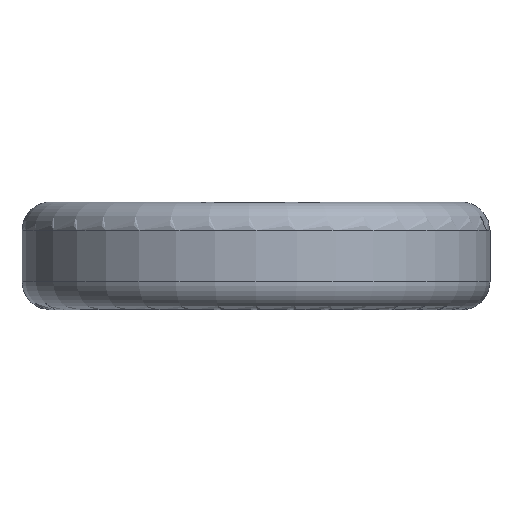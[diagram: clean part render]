
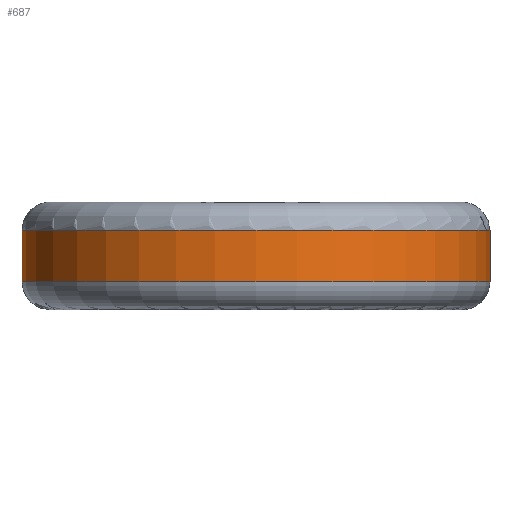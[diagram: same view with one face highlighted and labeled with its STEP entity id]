
A CAD part, front view. The second image highlights one B-rep face of the part: STEP entity #687.
In plain terms, the highlighted cylindrical face has radius 8.25 mm (diameter 16.5 mm), a partial arc.
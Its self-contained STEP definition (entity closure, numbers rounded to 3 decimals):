
#46=CARTESIAN_POINT('',(0.,0.,2.8));
#47=DIRECTION('',(0.,0.,1.));
#48=DIRECTION('',(-1.,0.,0.));
#49=AXIS2_PLACEMENT_3D('',#46,#47,#48);
#51=CARTESIAN_POINT('',(0.,0.,1.));
#52=DIRECTION('',(0.,0.,-1.));
#53=DIRECTION('',(1.,0.,0.));
#54=AXIS2_PLACEMENT_3D('',#51,#52,#53);
#56=DIRECTION('',(0.,0.,1.));
#57=VECTOR('',#56,1.8);
#58=CARTESIAN_POINT('',(-8.25,0.,1.));
#59=LINE('',#58,#57);
#158=DIRECTION('',(0.,0.,1.));
#159=VECTOR('',#158,1.8);
#160=CARTESIAN_POINT('',(8.25,0.,1.));
#161=LINE('',#160,#159);
#613=CARTESIAN_POINT('',(-8.25,0.,2.8));
#614=CARTESIAN_POINT('',(8.25,0.,2.8));
#615=VERTEX_POINT('',#613);
#616=VERTEX_POINT('',#614);
#619=CARTESIAN_POINT('',(8.25,0.,1.));
#620=CARTESIAN_POINT('',(-8.25,0.,1.));
#621=VERTEX_POINT('',#619);
#622=VERTEX_POINT('',#620);
#673=CARTESIAN_POINT('',(0.,0.,0.));
#674=DIRECTION('',(0.,0.,1.));
#675=DIRECTION('',(1.,0.,0.));
#676=AXIS2_PLACEMENT_3D('',#673,#674,#675);
#677=CYLINDRICAL_SURFACE('',#676,8.25);
#679=ORIENTED_EDGE('',*,*,#678,.T.);
#681=ORIENTED_EDGE('',*,*,#680,.F.);
#682=ORIENTED_EDGE('',*,*,#659,.T.);
#684=ORIENTED_EDGE('',*,*,#683,.T.);
#685=EDGE_LOOP('',(#679,#681,#682,#684));
#686=FACE_OUTER_BOUND('',#685,.F.);
#50=CIRCLE('',#49,8.25);
#55=CIRCLE('',#54,8.25);
#659=EDGE_CURVE('',#621,#622,#55,.T.);
#678=EDGE_CURVE('',#615,#616,#50,.T.);
#680=EDGE_CURVE('',#621,#616,#161,.T.);
#683=EDGE_CURVE('',#622,#615,#59,.T.);
#687=ADVANCED_FACE('',(#686),#677,.T.);
